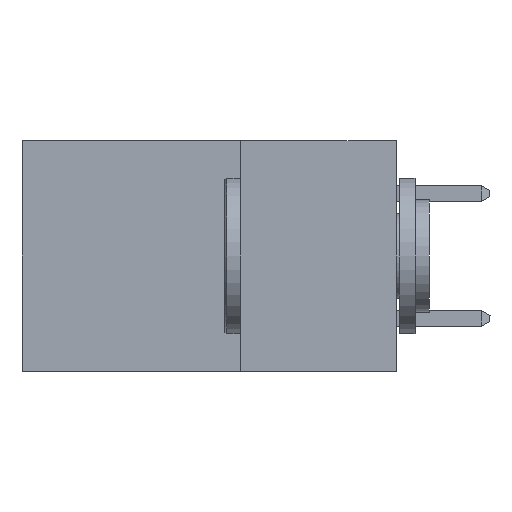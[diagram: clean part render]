
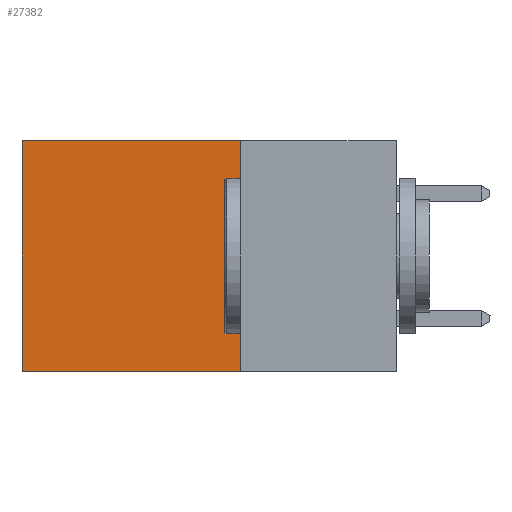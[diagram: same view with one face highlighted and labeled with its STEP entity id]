
A CAD part, left-side view. The second image highlights one B-rep face of the part: STEP entity #27382.
In plain terms, the highlighted planar face has unit normal (-1, 0, 0).
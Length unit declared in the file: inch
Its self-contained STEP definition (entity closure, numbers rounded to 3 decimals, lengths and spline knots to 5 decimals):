
#1500 = PLANE ( 'NONE',  #26387 ) ;
#1922 = CARTESIAN_POINT ( 'NONE',  ( 0.298, 0.25, 0. ) ) ;
#2236 = DIRECTION ( 'NONE',  ( 0., 1., 0. ) ) ;
#3113 = VERTEX_POINT ( 'NONE', #30417 ) ;
#3914 = CARTESIAN_POINT ( 'NONE',  ( 0.298, 0.25, 0. ) ) ;
#5792 = VERTEX_POINT ( 'NONE', #3914 ) ;
#5843 = ORIENTED_EDGE ( 'NONE', *, *, #8264, .F. ) ;
#7684 = VECTOR ( 'NONE', #2236, 39.37008 ) ;
#8235 = ORIENTED_EDGE ( 'NONE', *, *, #9697, .T. ) ;
#8264 = EDGE_CURVE ( 'NONE', #3113, #26126, #22876, .T. ) ;
#9068 = LINE ( 'NONE', #26002, #12056 ) ;
#9568 = LINE ( 'NONE', #1922, #7684 ) ;
#9643 = VECTOR ( 'NONE', #13006, 39.37008 ) ;
#9697 = EDGE_CURVE ( 'NONE', #19759, #26126, #31182, .T. ) ;
#9857 = EDGE_CURVE ( 'NONE', #5792, #19759, #9568, .T. ) ;
#10354 = ORIENTED_EDGE ( 'NONE', *, *, #28450, .F. ) ;
#11716 = EDGE_LOOP ( 'NONE', ( #8235, #5843, #10354, #15067 ) ) ;
#12056 = VECTOR ( 'NONE', #28405, 39.37008 ) ;
#13006 = DIRECTION ( 'NONE',  ( 0., 1., 0. ) ) ;
#14055 = CARTESIAN_POINT ( 'NONE',  ( 0.298, 0.6, -0.37 ) ) ;
#15067 = ORIENTED_EDGE ( 'NONE', *, *, #9857, .T. ) ;
#16169 = DIRECTION ( 'NONE',  ( 1., 0., 0. ) ) ;
#19759 = VERTEX_POINT ( 'NONE', #24774 ) ;
#19983 = FACE_OUTER_BOUND ( 'NONE', #11716, .T. ) ;
#22876 = LINE ( 'NONE', #24815, #9643 ) ;
#23300 = DIRECTION ( 'NONE',  ( 0., 0., -1. ) ) ;
#24774 = CARTESIAN_POINT ( 'NONE',  ( 0.298, 0.6, 0. ) ) ;
#24815 = CARTESIAN_POINT ( 'NONE',  ( 0.298, 0.25, -0.37 ) ) ;
#25545 = VECTOR ( 'NONE', #30097, 39.37008 ) ;
#25753 = CARTESIAN_POINT ( 'NONE',  ( 0.298, 0.25, 0. ) ) ;
#26002 = CARTESIAN_POINT ( 'NONE',  ( 0.298, 0.25, 0. ) ) ;
#26126 = VERTEX_POINT ( 'NONE', #14055 ) ;
#26387 = AXIS2_PLACEMENT_3D ( 'NONE', #25753, #16169, #23300 ) ;
#27382 = ADVANCED_FACE ( 'NONE', ( #19983 ), #1500, .F. ) ;
#28405 = DIRECTION ( 'NONE',  ( 0., 0., -1. ) ) ;
#28450 = EDGE_CURVE ( 'NONE', #5792, #3113, #9068, .T. ) ;
#30097 = DIRECTION ( 'NONE',  ( 0., 0., -1. ) ) ;
#30417 = CARTESIAN_POINT ( 'NONE',  ( 0.298, 0.25, -0.37 ) ) ;
#30656 = CARTESIAN_POINT ( 'NONE',  ( 0.298, 0.6, 0. ) ) ;
#31182 = LINE ( 'NONE', #30656, #25545 ) ;
